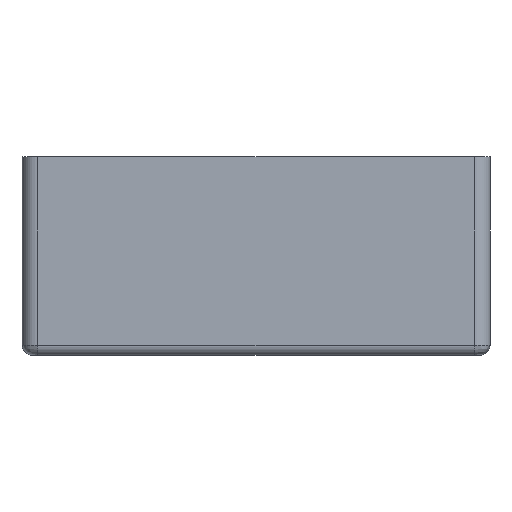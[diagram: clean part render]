
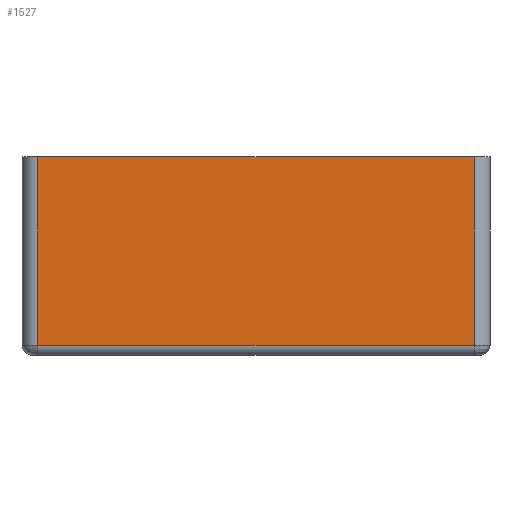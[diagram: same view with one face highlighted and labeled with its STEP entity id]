
A CAD part, front view. The second image highlights one B-rep face of the part: STEP entity #1527.
In plain terms, the highlighted planar face has unit normal (0, -1, 0).
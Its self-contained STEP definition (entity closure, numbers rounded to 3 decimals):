
#55=PLANE('',#1670);
#118=FACE_OUTER_BOUND('',#209,.T.);
#209=EDGE_LOOP('',(#1132,#1133,#1134,#1135));
#296=LINE('',#2384,#424);
#306=LINE('',#2485,#434);
#307=LINE('',#2489,#435);
#308=LINE('',#2490,#436);
#424=VECTOR('',#1912,10.);
#434=VECTOR('',#1956,10.);
#435=VECTOR('',#1961,10.);
#436=VECTOR('',#1962,10.);
#662=VERTEX_POINT('',#2380);
#663=VERTEX_POINT('',#2382);
#677=VERTEX_POINT('',#2484);
#678=VERTEX_POINT('',#2488);
#826=EDGE_CURVE('',#663,#662,#296,.T.);
#851=EDGE_CURVE('',#662,#677,#306,.T.);
#853=EDGE_CURVE('',#663,#678,#307,.T.);
#854=EDGE_CURVE('',#677,#678,#308,.T.);
#1132=ORIENTED_EDGE('',*,*,#826,.F.);
#1133=ORIENTED_EDGE('',*,*,#853,.T.);
#1134=ORIENTED_EDGE('',*,*,#854,.F.);
#1135=ORIENTED_EDGE('',*,*,#851,.F.);
#1527=ADVANCED_FACE('',(#118),#55,.T.);
#1670=AXIS2_PLACEMENT_3D('',#2487,#1959,#1960);
#1912=DIRECTION('',(-1.,0.,0.));
#1956=DIRECTION('',(0.,0.,1.));
#1959=DIRECTION('center_axis',(0.,-1.,0.));
#1960=DIRECTION('ref_axis',(1.,0.,0.));
#1961=DIRECTION('',(0.,0.,1.));
#1962=DIRECTION('',(1.,0.,0.));
#2380=CARTESIAN_POINT('',(-260.,-86.,2.5));
#2382=CARTESIAN_POINT('',(-150.,-86.,2.5));
#2384=CARTESIAN_POINT('',(-232.5,-86.,2.5));
#2484=CARTESIAN_POINT('',(-260.,-86.,50.));
#2485=CARTESIAN_POINT('',(-260.,-86.,0.));
#2487=CARTESIAN_POINT('Origin',(-260.,-86.,0.));
#2488=CARTESIAN_POINT('',(-150.,-86.,50.));
#2489=CARTESIAN_POINT('',(-150.,-86.,0.));
#2490=CARTESIAN_POINT('',(-260.,-86.,50.));
